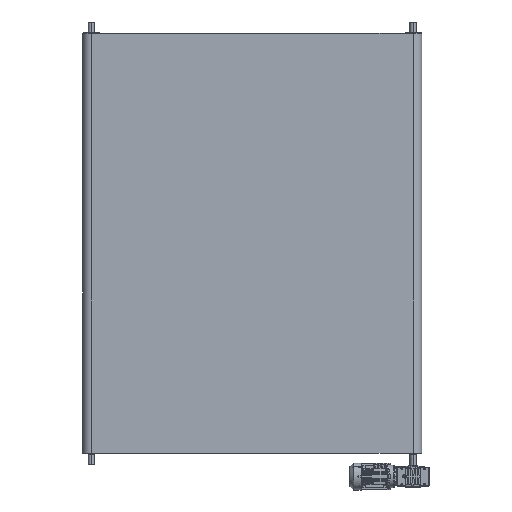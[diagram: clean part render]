
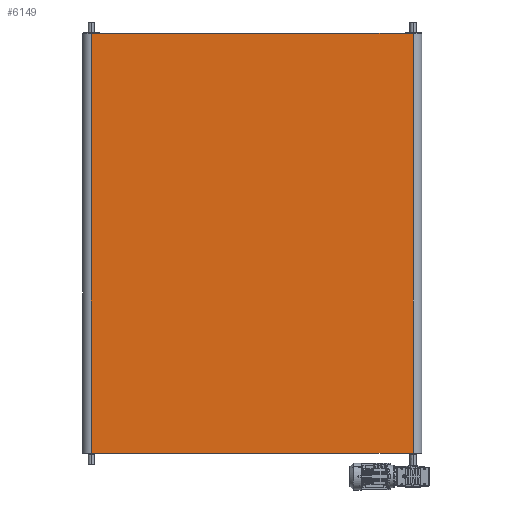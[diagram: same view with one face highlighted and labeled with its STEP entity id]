
A CAD part, top view. The second image highlights one B-rep face of the part: STEP entity #6149.
In plain terms, the highlighted free-form (B-spline) face has degree [1, 1] with [2, 2] control points.
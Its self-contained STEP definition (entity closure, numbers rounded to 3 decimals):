
#5969 = EDGE_CURVE('',#5970,#5972,#5974,.T.);
#5970 = VERTEX_POINT('',#5971);
#5971 = CARTESIAN_POINT('',(1982.63,-2504.793,
    -187.269));
#5972 = VERTEX_POINT('',#5973);
#5973 = CARTESIAN_POINT('',(1982.63,22.263,
    -187.269));
#5974 = B_SPLINE_CURVE_WITH_KNOTS('',1,(#5975,#5976),.UNSPECIFIED.,.F.,
  .F.,(2,2),(-1500.,1500.),
  .PIECEWISE_BEZIER_KNOTS.);
#5975 = CARTESIAN_POINT('',(1982.63,-2504.793,
    -187.269));
#5976 = CARTESIAN_POINT('',(1982.63,22.263,
    -187.269));
#6010 = EDGE_CURVE('',#5970,#6011,#6013,.T.);
#6011 = VERTEX_POINT('',#6012);
#6012 = CARTESIAN_POINT('',(45.22,-2504.793,
    -187.269));
#6013 = B_SPLINE_CURVE_WITH_KNOTS('',1,(#6014,#6015),.UNSPECIFIED.,.F.,
  .F.,(2,2),(-1150.,1150.),.PIECEWISE_BEZIER_KNOTS.);
#6014 = CARTESIAN_POINT('',(1982.63,-2504.793,
    -187.269));
#6015 = CARTESIAN_POINT('',(45.22,-2504.793,
    -187.269));
#6072 = EDGE_CURVE('',#6011,#6073,#6075,.T.);
#6073 = VERTEX_POINT('',#6074);
#6074 = CARTESIAN_POINT('',(45.22,22.263,
    -187.269));
#6075 = B_SPLINE_CURVE_WITH_KNOTS('',1,(#6076,#6077),.UNSPECIFIED.,.F.,
  .F.,(2,2),(-1500.,1500.),
  .PIECEWISE_BEZIER_KNOTS.);
#6076 = CARTESIAN_POINT('',(45.22,-2504.793,
    -187.269));
#6077 = CARTESIAN_POINT('',(45.22,22.263,
    -187.269));
#6103 = EDGE_CURVE('',#5972,#6073,#6104,.T.);
#6104 = B_SPLINE_CURVE_WITH_KNOTS('',1,(#6105,#6106),.UNSPECIFIED.,.F.,
  .F.,(2,2),(-1150.,1150.),.PIECEWISE_BEZIER_KNOTS.);
#6105 = CARTESIAN_POINT('',(1982.63,22.263,
    -187.269));
#6106 = CARTESIAN_POINT('',(45.22,22.263,
    -187.269));
#6149 = ADVANCED_FACE('',(#6150),#6156,.F.);
#6150 = FACE_BOUND('',#6151,.T.);
#6151 = EDGE_LOOP('',(#6152,#6153,#6154,#6155));
#6152 = ORIENTED_EDGE('',*,*,#6103,.T.);
#6153 = ORIENTED_EDGE('',*,*,#6072,.F.);
#6154 = ORIENTED_EDGE('',*,*,#6010,.F.);
#6155 = ORIENTED_EDGE('',*,*,#5969,.T.);
#6156 = B_SPLINE_SURFACE_WITH_KNOTS('',1,1,(
    (#6157,#6158)
    ,(#6159,#6160
    )),.UNSPECIFIED.,.F.,.F.,.F.,(2,2),(2,2),(0.,
    2300.),(-1500.,1500.),
  .PIECEWISE_BEZIER_KNOTS.);
#6157 = CARTESIAN_POINT('',(1982.63,-2504.793,
    -187.269));
#6158 = CARTESIAN_POINT('',(1982.63,22.263,
    -187.269));
#6159 = CARTESIAN_POINT('',(45.22,-2504.793,
    -187.269));
#6160 = CARTESIAN_POINT('',(45.22,22.263,
    -187.269));
